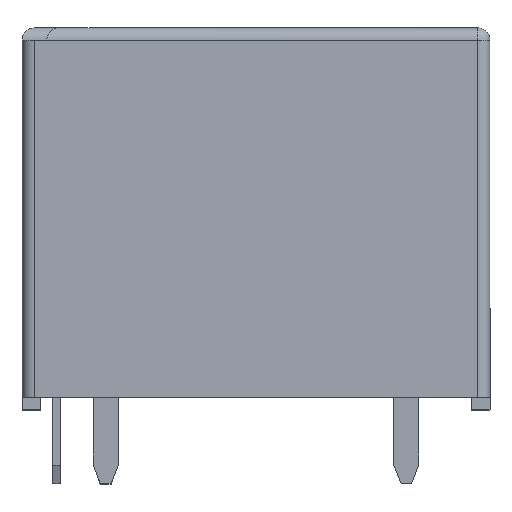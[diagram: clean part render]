
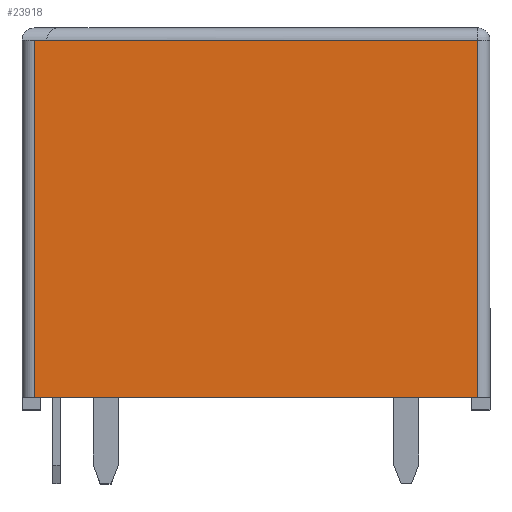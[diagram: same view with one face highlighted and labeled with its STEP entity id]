
A CAD part, top view. The second image highlights one B-rep face of the part: STEP entity #23918.
In plain terms, the highlighted planar face has unit normal (0, 0, 1).
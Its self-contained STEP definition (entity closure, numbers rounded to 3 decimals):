
#595 = CARTESIAN_POINT ( 'NONE',  ( -8.5, 14.5, 7.6 ) ) ;
#1391 = LINE ( 'NONE', #21103, #9640 ) ;
#1728 = ORIENTED_EDGE ( 'NONE', *, *, #15781, .T. ) ;
#2125 = ORIENTED_EDGE ( 'NONE', *, *, #23122, .F. ) ;
#2407 = LINE ( 'NONE', #6989, #8302 ) ;
#4460 = ORIENTED_EDGE ( 'NONE', *, *, #25546, .T. ) ;
#6189 = VERTEX_POINT ( 'NONE', #16888 ) ;
#6467 = VECTOR ( 'NONE', #19868, 1000. ) ;
#6764 = DIRECTION ( 'NONE',  ( -1., 0., 0. ) ) ;
#6989 = CARTESIAN_POINT ( 'NONE',  ( 9., 15., 7.6 ) ) ;
#7506 = VERTEX_POINT ( 'NONE', #595 ) ;
#8302 = VECTOR ( 'NONE', #18592, 1000. ) ;
#8471 = PLANE ( 'NONE',  #16910 ) ;
#9320 = EDGE_CURVE ( 'NONE', #25444, #17608, #15521, .T. ) ;
#9640 = VECTOR ( 'NONE', #17095, 1000. ) ;
#10463 = DIRECTION ( 'NONE',  ( 0., 0., -1. ) ) ;
#10607 = CARTESIAN_POINT ( 'NONE',  ( -9.5, 15., 7.6 ) ) ;
#11112 = ORIENTED_EDGE ( 'NONE', *, *, #24734, .T. ) ;
#12730 = VECTOR ( 'NONE', #13092, 1000. ) ;
#13030 = DIRECTION ( 'NONE',  ( 1., 0., 0. ) ) ;
#13092 = DIRECTION ( 'NONE',  ( 0., -1., 0. ) ) ;
#13298 = VECTOR ( 'NONE', #13030, 1000. ) ;
#15521 = LINE ( 'NONE', #22113, #12730 ) ;
#15618 = EDGE_LOOP ( 'NONE', ( #11112, #4460, #1728, #2125, #16700 ) ) ;
#15781 = EDGE_CURVE ( 'NONE', #6189, #7506, #1391, .T. ) ;
#16700 = ORIENTED_EDGE ( 'NONE', *, *, #9320, .T. ) ;
#16888 = CARTESIAN_POINT ( 'NONE',  ( 9., 14.5, 7.6 ) ) ;
#16910 = AXIS2_PLACEMENT_3D ( 'NONE', #10607, #10463, #6764 ) ;
#17095 = DIRECTION ( 'NONE',  ( -1., 0., 0. ) ) ;
#17154 = FACE_OUTER_BOUND ( 'NONE', #15618, .T. ) ;
#17608 = VERTEX_POINT ( 'NONE', #21907 ) ;
#18592 = DIRECTION ( 'NONE',  ( 0., 1., 0. ) ) ;
#19868 = DIRECTION ( 'NONE',  ( 1., 0., 0. ) ) ;
#21103 = CARTESIAN_POINT ( 'NONE',  ( -9.5, 14.5, 7.6 ) ) ;
#21398 = CARTESIAN_POINT ( 'NONE',  ( 9., 0., 7.6 ) ) ;
#21907 = CARTESIAN_POINT ( 'NONE',  ( -9., 0., 7.6 ) ) ;
#22051 = CARTESIAN_POINT ( 'NONE',  ( -9.5, 0., 7.6 ) ) ;
#22113 = CARTESIAN_POINT ( 'NONE',  ( -9., 15., 7.6 ) ) ;
#22749 = CARTESIAN_POINT ( 'NONE',  ( -9., 14.5, 7.6 ) ) ;
#23122 = EDGE_CURVE ( 'NONE', #25444, #7506, #23726, .T. ) ;
#23726 = LINE ( 'NONE', #26004, #6467 ) ;
#23918 = ADVANCED_FACE ( 'NONE', ( #17154 ), #8471, .F. ) ;
#24734 = EDGE_CURVE ( 'NONE', #17608, #25377, #28035, .T. ) ;
#25377 = VERTEX_POINT ( 'NONE', #21398 ) ;
#25444 = VERTEX_POINT ( 'NONE', #22749 ) ;
#25546 = EDGE_CURVE ( 'NONE', #25377, #6189, #2407, .T. ) ;
#26004 = CARTESIAN_POINT ( 'NONE',  ( -8.5, 14.5, 7.6 ) ) ;
#28035 = LINE ( 'NONE', #22051, #13298 ) ;
